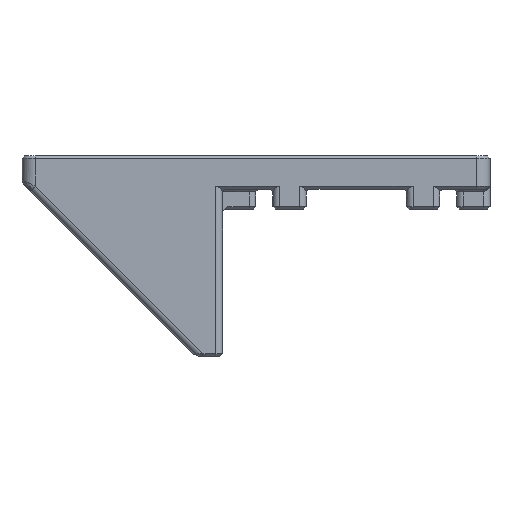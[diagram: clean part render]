
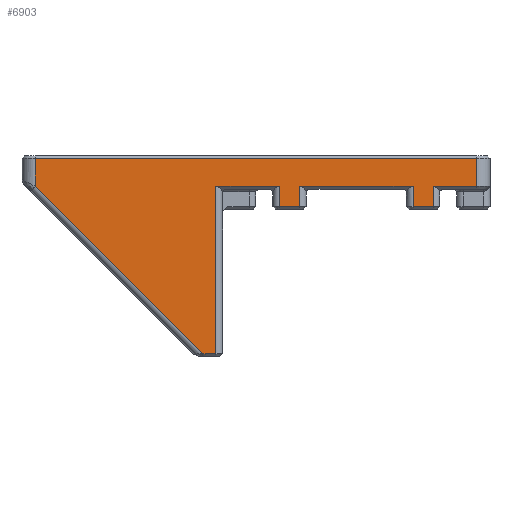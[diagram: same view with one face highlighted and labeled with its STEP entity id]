
A CAD part, left-side view. The second image highlights one B-rep face of the part: STEP entity #6903.
In plain terms, the highlighted planar face has unit normal (-1, 0, 0).
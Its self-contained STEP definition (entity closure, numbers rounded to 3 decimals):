
#27=B_SPLINE_CURVE_WITH_KNOTS('',3,(#11165,#11166,#11167,#11168),
 .UNSPECIFIED.,.F.,.F.,(4,4),(-1.571,-1.291),
 .UNSPECIFIED.);
#262=PLANE('',#7498);
#543=FACE_OUTER_BOUND('',#990,.T.);
#990=EDGE_LOOP('',(#5270,#5271,#5272,#5273,#5274,#5275,#5276,#5277,#5278,
#5279,#5280,#5281,#5282,#5283,#5284,#5285));
#1416=LINE('',#10602,#2071);
#1429=LINE('',#10654,#2084);
#1437=LINE('',#10675,#2092);
#1573=LINE('',#11143,#2228);
#1574=LINE('',#11145,#2229);
#1575=LINE('',#11147,#2230);
#1576=LINE('',#11149,#2231);
#1577=LINE('',#11151,#2232);
#1578=LINE('',#11153,#2233);
#1579=LINE('',#11155,#2234);
#1580=LINE('',#11157,#2235);
#1581=LINE('',#11159,#2236);
#1582=LINE('',#11161,#2237);
#1583=LINE('',#11163,#2238);
#1584=LINE('',#11169,#2239);
#2071=VECTOR('',#8299,10.);
#2084=VECTOR('',#8344,10.);
#2092=VECTOR('',#8366,10.);
#2228=VECTOR('',#8796,10.);
#2229=VECTOR('',#8799,10.);
#2230=VECTOR('',#8800,10.);
#2231=VECTOR('',#8801,10.);
#2232=VECTOR('',#8802,10.);
#2233=VECTOR('',#8803,10.);
#2234=VECTOR('',#8804,10.);
#2235=VECTOR('',#8805,10.);
#2236=VECTOR('',#8806,10.);
#2237=VECTOR('',#8807,10.);
#2238=VECTOR('',#8808,10.);
#2239=VECTOR('',#8809,10.);
#3075=VERTEX_POINT('',#10599);
#3076=VERTEX_POINT('',#10601);
#3091=VERTEX_POINT('',#10648);
#3093=VERTEX_POINT('',#10652);
#3098=VERTEX_POINT('',#10672);
#3099=VERTEX_POINT('',#10674);
#3245=VERTEX_POINT('',#11146);
#3246=VERTEX_POINT('',#11148);
#3247=VERTEX_POINT('',#11150);
#3248=VERTEX_POINT('',#11152);
#3249=VERTEX_POINT('',#11154);
#3250=VERTEX_POINT('',#11156);
#3251=VERTEX_POINT('',#11158);
#3252=VERTEX_POINT('',#11160);
#3253=VERTEX_POINT('',#11162);
#3254=VERTEX_POINT('',#11164);
#3728=EDGE_CURVE('',#3075,#3076,#1416,.T.);
#3752=EDGE_CURVE('',#3093,#3091,#1429,.T.);
#3762=EDGE_CURVE('',#3098,#3099,#1437,.T.);
#3985=EDGE_CURVE('',#3091,#3075,#1573,.T.);
#3986=EDGE_CURVE('',#3099,#3093,#1574,.T.);
#3987=EDGE_CURVE('',#3245,#3098,#1575,.T.);
#3988=EDGE_CURVE('',#3246,#3245,#1576,.T.);
#3989=EDGE_CURVE('',#3247,#3246,#1577,.T.);
#3990=EDGE_CURVE('',#3248,#3247,#1578,.T.);
#3991=EDGE_CURVE('',#3249,#3248,#1579,.T.);
#3992=EDGE_CURVE('',#3250,#3249,#1580,.T.);
#3993=EDGE_CURVE('',#3251,#3250,#1581,.T.);
#3994=EDGE_CURVE('',#3252,#3251,#1582,.T.);
#3995=EDGE_CURVE('',#3253,#3252,#1583,.T.);
#3996=EDGE_CURVE('',#3254,#3253,#27,.T.);
#3997=EDGE_CURVE('',#3076,#3254,#1584,.T.);
#5270=ORIENTED_EDGE('',*,*,#3728,.F.);
#5271=ORIENTED_EDGE('',*,*,#3985,.F.);
#5272=ORIENTED_EDGE('',*,*,#3752,.F.);
#5273=ORIENTED_EDGE('',*,*,#3986,.F.);
#5274=ORIENTED_EDGE('',*,*,#3762,.F.);
#5275=ORIENTED_EDGE('',*,*,#3987,.F.);
#5276=ORIENTED_EDGE('',*,*,#3988,.F.);
#5277=ORIENTED_EDGE('',*,*,#3989,.F.);
#5278=ORIENTED_EDGE('',*,*,#3990,.F.);
#5279=ORIENTED_EDGE('',*,*,#3991,.F.);
#5280=ORIENTED_EDGE('',*,*,#3992,.F.);
#5281=ORIENTED_EDGE('',*,*,#3993,.F.);
#5282=ORIENTED_EDGE('',*,*,#3994,.F.);
#5283=ORIENTED_EDGE('',*,*,#3995,.F.);
#5284=ORIENTED_EDGE('',*,*,#3996,.F.);
#5285=ORIENTED_EDGE('',*,*,#3997,.F.);
#6903=ADVANCED_FACE('',(#543),#262,.T.);
#7498=AXIS2_PLACEMENT_3D('',#11144,#8797,#8798);
#8299=DIRECTION('',(0.,0.,-1.));
#8344=DIRECTION('',(0.,0.,1.));
#8366=DIRECTION('',(0.,0.,-1.));
#8796=DIRECTION('',(0.,1.,0.));
#8797=DIRECTION('center_axis',(-1.,0.,0.));
#8798=DIRECTION('ref_axis',(0.,1.,0.));
#8799=DIRECTION('',(0.,1.,0.));
#8800=DIRECTION('',(0.,1.,0.));
#8801=DIRECTION('',(0.,0.,1.));
#8802=DIRECTION('',(0.,1.,0.));
#8803=DIRECTION('',(0.,0.,-1.));
#8804=DIRECTION('',(0.,1.,0.));
#8805=DIRECTION('',(0.,0.,-1.));
#8806=DIRECTION('',(0.,-1.,0.));
#8807=DIRECTION('',(0.,0.,1.));
#8808=DIRECTION('',(0.,0.707,0.707));
#8809=DIRECTION('',(0.,1.,0.));
#10599=CARTESIAN_POINT('',(-115.3,85.512,188.555));
#10601=CARTESIAN_POINT('',(-115.3,85.512,163.555));
#10602=CARTESIAN_POINT('',(-115.3,85.512,193.155));
#10648=CARTESIAN_POINT('',(-115.3,76.012,188.555));
#10652=CARTESIAN_POINT('',(-115.3,76.012,185.555));
#10654=CARTESIAN_POINT('',(-115.3,76.012,190.655));
#10672=CARTESIAN_POINT('',(-115.3,73.012,188.555));
#10674=CARTESIAN_POINT('',(-115.3,73.012,185.555));
#10675=CARTESIAN_POINT('',(-115.3,73.012,190.655));
#11143=CARTESIAN_POINT('',(-115.3,62.012,188.555));
#11144=CARTESIAN_POINT('Origin',(-115.3,44.512,193.155));
#11145=CARTESIAN_POINT('',(-115.3,59.512,185.555));
#11146=CARTESIAN_POINT('',(-115.3,56.012,188.555));
#11147=CARTESIAN_POINT('',(-115.3,62.012,188.555));
#11148=CARTESIAN_POINT('',(-115.3,56.012,185.555));
#11149=CARTESIAN_POINT('',(-115.3,56.012,190.655));
#11150=CARTESIAN_POINT('',(-115.3,53.012,185.555));
#11151=CARTESIAN_POINT('',(-115.3,49.512,185.555));
#11152=CARTESIAN_POINT('',(-115.3,53.012,188.555));
#11153=CARTESIAN_POINT('',(-115.3,53.012,190.655));
#11154=CARTESIAN_POINT('',(-115.3,46.512,188.555));
#11155=CARTESIAN_POINT('',(-115.3,62.012,188.555));
#11156=CARTESIAN_POINT('',(-115.3,46.512,192.755));
#11157=CARTESIAN_POINT('',(-115.3,46.512,193.155));
#11158=CARTESIAN_POINT('',(-115.3,112.512,192.755));
#11159=CARTESIAN_POINT('',(-115.3,62.012,192.755));
#11160=CARTESIAN_POINT('',(-115.3,112.512,188.57));
#11161=CARTESIAN_POINT('',(-115.3,112.512,193.155));
#11162=CARTESIAN_POINT('',(-115.3,87.495,163.554));
#11163=CARTESIAN_POINT('',(-115.3,97.304,173.363));
#11164=CARTESIAN_POINT('',(-115.3,87.097,163.555));
#11165=CARTESIAN_POINT('Ctrl Pts',(-115.3,87.097,163.555));
#11166=CARTESIAN_POINT('Ctrl Pts',(-115.3,87.229,163.555));
#11167=CARTESIAN_POINT('Ctrl Pts',(-115.3,87.361,163.556));
#11168=CARTESIAN_POINT('Ctrl Pts',(-115.3,87.495,163.554));
#11169=CARTESIAN_POINT('',(-115.3,72.012,163.555));
